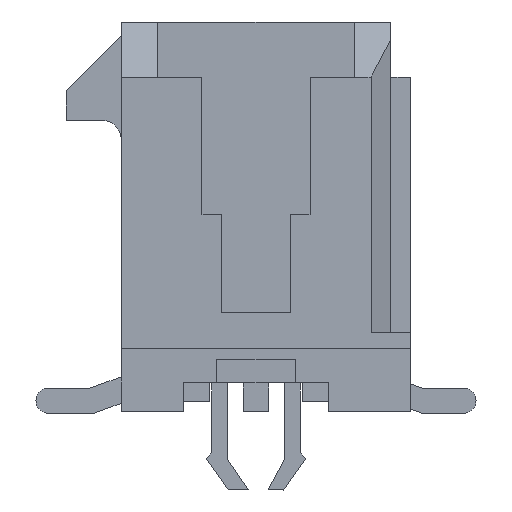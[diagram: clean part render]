
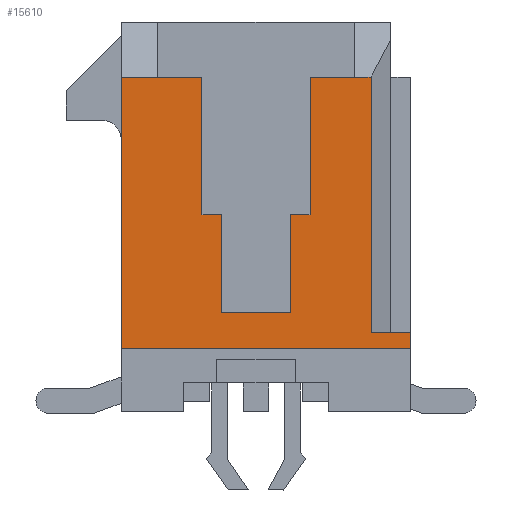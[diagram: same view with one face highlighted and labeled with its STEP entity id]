
A CAD part, left-side view. The second image highlights one B-rep face of the part: STEP entity #15610.
In plain terms, the highlighted planar face has unit normal (-1, 0, 0).
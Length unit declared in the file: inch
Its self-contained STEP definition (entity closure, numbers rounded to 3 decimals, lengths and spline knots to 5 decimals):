
#188 = CARTESIAN_POINT ( 'NONE',  ( -0.42618, -0.03445, -0.09646 ) ) ;
#305 = EDGE_CURVE ( 'NONE', #10120, #2272, #5171, .T. ) ;
#353 = ORIENTED_EDGE ( 'NONE', *, *, #305, .T. ) ;
#376 = DIRECTION ( 'NONE',  ( 0., 1., 0. ) ) ;
#436 = CARTESIAN_POINT ( 'NONE',  ( -0.42618, -0.15472, -0.11654 ) ) ;
#485 = CARTESIAN_POINT ( 'NONE',  ( -0.42618, 0.05413, 0.00197 ) ) ;
#544 = DIRECTION ( 'NONE',  ( 0., 0., 1. ) ) ;
#960 = ORIENTED_EDGE ( 'NONE', *, *, #11394, .T. ) ;
#1110 = EDGE_LOOP ( 'NONE', ( #13701, #3358, #960, #353, #2372, #15959, #6463, #13298, #5495, #14011, #6733, #1420, #10518, #8527, #2036, #5807 ) ) ;
#1149 = PLANE ( 'NONE',  #17108 ) ;
#1205 = LINE ( 'NONE', #5620, #6282 ) ;
#1420 = ORIENTED_EDGE ( 'NONE', *, *, #9090, .T. ) ;
#1479 = LINE ( 'NONE', #6966, #4221 ) ;
#1653 = VECTOR ( 'NONE', #9033, 39.37008 ) ;
#1716 = CARTESIAN_POINT ( 'NONE',  ( -0.42618, -0.09843, 0.13976 ) ) ;
#1785 = VERTEX_POINT ( 'NONE', #12744 ) ;
#2036 = ORIENTED_EDGE ( 'NONE', *, *, #12652, .T. ) ;
#2142 = EDGE_CURVE ( 'NONE', #11557, #2242, #15876, .T. ) ;
#2242 = VERTEX_POINT ( 'NONE', #12041 ) ;
#2272 = VERTEX_POINT ( 'NONE', #15193 ) ;
#2372 = ORIENTED_EDGE ( 'NONE', *, *, #9179, .T. ) ;
#2547 = VECTOR ( 'NONE', #14397, 39.37008 ) ;
#2877 = VERTEX_POINT ( 'NONE', #11600 ) ;
#2931 = VERTEX_POINT ( 'NONE', #5943 ) ;
#2996 = LINE ( 'NONE', #9973, #7642 ) ;
#3358 = ORIENTED_EDGE ( 'NONE', *, *, #14053, .T. ) ;
#3939 = CARTESIAN_POINT ( 'NONE',  ( -0.42618, 0., 0. ) ) ;
#3996 = DIRECTION ( 'NONE',  ( 0., 1., 0. ) ) ;
#4038 = EDGE_CURVE ( 'NONE', #14303, #11797, #2996, .T. ) ;
#4056 = CARTESIAN_POINT ( 'NONE',  ( -0.42618, -0.05413, 0.00197 ) ) ;
#4221 = VECTOR ( 'NONE', #9680, 39.37008 ) ;
#4343 = VERTEX_POINT ( 'NONE', #485 ) ;
#4438 = DIRECTION ( 'NONE',  ( 0., 1., 0. ) ) ;
#4645 = EDGE_CURVE ( 'NONE', #2242, #10627, #5249, .T. ) ;
#4770 = CARTESIAN_POINT ( 'NONE',  ( -0.42618, -0.11535, 0.13976 ) ) ;
#4842 = CARTESIAN_POINT ( 'NONE',  ( -0.42618, 0.13504, -0.13228 ) ) ;
#5171 = LINE ( 'NONE', #1716, #8372 ) ;
#5249 = LINE ( 'NONE', #14812, #5681 ) ;
#5326 = DIRECTION ( 'NONE',  ( 0., 0., -1. ) ) ;
#5403 = EDGE_CURVE ( 'NONE', #4343, #1785, #1205, .T. ) ;
#5495 = ORIENTED_EDGE ( 'NONE', *, *, #7056, .T. ) ;
#5620 = CARTESIAN_POINT ( 'NONE',  ( -0.42618, 0.05413, 0.00197 ) ) ;
#5681 = VECTOR ( 'NONE', #10751, 39.37008 ) ;
#5807 = ORIENTED_EDGE ( 'NONE', *, *, #12960, .T. ) ;
#5943 = CARTESIAN_POINT ( 'NONE',  ( -0.42618, 0.13504, -0.13228 ) ) ;
#5978 = LINE ( 'NONE', #11551, #9377 ) ;
#6125 = LINE ( 'NONE', #7059, #9312 ) ;
#6282 = VECTOR ( 'NONE', #544, 39.37008 ) ;
#6293 = EDGE_CURVE ( 'NONE', #16457, #4343, #7842, .T. ) ;
#6405 = VERTEX_POINT ( 'NONE', #7107 ) ;
#6463 = ORIENTED_EDGE ( 'NONE', *, *, #4645, .T. ) ;
#6464 = CARTESIAN_POINT ( 'NONE',  ( -0.42618, 0.05413, 0.13976 ) ) ;
#6527 = LINE ( 'NONE', #14995, #1653 ) ;
#6733 = ORIENTED_EDGE ( 'NONE', *, *, #5403, .T. ) ;
#6966 = CARTESIAN_POINT ( 'NONE',  ( -0.42618, -0.11535, 0.13976 ) ) ;
#7056 = EDGE_CURVE ( 'NONE', #11172, #16457, #6527, .T. ) ;
#7059 = CARTESIAN_POINT ( 'NONE',  ( -0.42618, -0.15472, -0.13228 ) ) ;
#7107 = CARTESIAN_POINT ( 'NONE',  ( -0.42618, -0.15472, -0.13228 ) ) ;
#7165 = CARTESIAN_POINT ( 'NONE',  ( -0.42618, 0.09843, 0.13976 ) ) ;
#7273 = DIRECTION ( 'NONE',  ( 0., 1., 0. ) ) ;
#7436 = CARTESIAN_POINT ( 'NONE',  ( -0.42618, -0.11535, -0.11654 ) ) ;
#7618 = LINE ( 'NONE', #16011, #12877 ) ;
#7642 = VECTOR ( 'NONE', #7273, 39.37008 ) ;
#7842 = LINE ( 'NONE', #11702, #2547 ) ;
#8027 = EDGE_CURVE ( 'NONE', #11797, #2931, #16403, .T. ) ;
#8213 = EDGE_CURVE ( 'NONE', #2877, #15387, #11117, .T. ) ;
#8372 = VECTOR ( 'NONE', #4438, 39.37008 ) ;
#8527 = ORIENTED_EDGE ( 'NONE', *, *, #8027, .T. ) ;
#8671 = VECTOR ( 'NONE', #13332, 39.37008 ) ;
#9033 = DIRECTION ( 'NONE',  ( 0., 0., 1. ) ) ;
#9090 = EDGE_CURVE ( 'NONE', #1785, #14303, #12738, .T. ) ;
#9179 = EDGE_CURVE ( 'NONE', #2272, #11557, #7618, .T. ) ;
#9312 = VECTOR ( 'NONE', #11308, 39.37008 ) ;
#9322 = DIRECTION ( 'NONE',  ( 0., 0., 1. ) ) ;
#9377 = VECTOR ( 'NONE', #11603, 39.37008 ) ;
#9680 = DIRECTION ( 'NONE',  ( 0., 0., 1. ) ) ;
#9973 = CARTESIAN_POINT ( 'NONE',  ( -0.42618, 0.13504, 0.13976 ) ) ;
#10120 = VERTEX_POINT ( 'NONE', #15586 ) ;
#10250 = FACE_OUTER_BOUND ( 'NONE', #1110, .T. ) ;
#10518 = ORIENTED_EDGE ( 'NONE', *, *, #4038, .T. ) ;
#10627 = VERTEX_POINT ( 'NONE', #188 ) ;
#10751 = DIRECTION ( 'NONE',  ( 0., 0., -1. ) ) ;
#11023 = VERTEX_POINT ( 'NONE', #4770 ) ;
#11117 = LINE ( 'NONE', #436, #12994 ) ;
#11172 = VERTEX_POINT ( 'NONE', #12846 ) ;
#11257 = CARTESIAN_POINT ( 'NONE',  ( -0.42618, 0.03445, 0.00197 ) ) ;
#11286 = VECTOR ( 'NONE', #17093, 39.37008 ) ;
#11308 = DIRECTION ( 'NONE',  ( 0., 0., 1. ) ) ;
#11394 = EDGE_CURVE ( 'NONE', #11023, #10120, #5978, .T. ) ;
#11551 = CARTESIAN_POINT ( 'NONE',  ( -0.42618, -0.09843, 0.13976 ) ) ;
#11557 = VERTEX_POINT ( 'NONE', #11832 ) ;
#11600 = CARTESIAN_POINT ( 'NONE',  ( -0.42618, -0.15472, -0.11654 ) ) ;
#11603 = DIRECTION ( 'NONE',  ( 0., 1., 0. ) ) ;
#11702 = CARTESIAN_POINT ( 'NONE',  ( -0.42618, 0.03445, 0.00197 ) ) ;
#11772 = DIRECTION ( 'NONE',  ( 0., -1., 0. ) ) ;
#11797 = VERTEX_POINT ( 'NONE', #13962 ) ;
#11832 = CARTESIAN_POINT ( 'NONE',  ( -0.42618, -0.05413, 0.00197 ) ) ;
#12041 = CARTESIAN_POINT ( 'NONE',  ( -0.42618, -0.03445, 0.00197 ) ) ;
#12652 = EDGE_CURVE ( 'NONE', #2931, #6405, #12901, .T. ) ;
#12738 = LINE ( 'NONE', #6464, #11286 ) ;
#12744 = CARTESIAN_POINT ( 'NONE',  ( -0.42618, 0.05413, 0.13976 ) ) ;
#12846 = CARTESIAN_POINT ( 'NONE',  ( -0.42618, 0.03445, -0.09646 ) ) ;
#12877 = VECTOR ( 'NONE', #5326, 39.37008 ) ;
#12901 = LINE ( 'NONE', #4842, #13971 ) ;
#12960 = EDGE_CURVE ( 'NONE', #6405, #2877, #6125, .T. ) ;
#12994 = VECTOR ( 'NONE', #376, 39.37008 ) ;
#13298 = ORIENTED_EDGE ( 'NONE', *, *, #14533, .T. ) ;
#13332 = DIRECTION ( 'NONE',  ( 0., 1., 0. ) ) ;
#13701 = ORIENTED_EDGE ( 'NONE', *, *, #8213, .T. ) ;
#13962 = CARTESIAN_POINT ( 'NONE',  ( -0.42618, 0.13504, 0.13976 ) ) ;
#13971 = VECTOR ( 'NONE', #11772, 39.37008 ) ;
#14011 = ORIENTED_EDGE ( 'NONE', *, *, #6293, .T. ) ;
#14053 = EDGE_CURVE ( 'NONE', #15387, #11023, #1479, .T. ) ;
#14303 = VERTEX_POINT ( 'NONE', #7165 ) ;
#14397 = DIRECTION ( 'NONE',  ( 0., 1., 0. ) ) ;
#14533 = EDGE_CURVE ( 'NONE', #10627, #11172, #16693, .T. ) ;
#14685 = DIRECTION ( 'NONE',  ( -1., 0., 0. ) ) ;
#14812 = CARTESIAN_POINT ( 'NONE',  ( -0.42618, -0.03445, 0.00197 ) ) ;
#14995 = CARTESIAN_POINT ( 'NONE',  ( -0.42618, 0.03445, -0.09646 ) ) ;
#15009 = DIRECTION ( 'NONE',  ( 0., 0., -1. ) ) ;
#15193 = CARTESIAN_POINT ( 'NONE',  ( -0.42618, -0.05413, 0.13976 ) ) ;
#15387 = VERTEX_POINT ( 'NONE', #7436 ) ;
#15446 = VECTOR ( 'NONE', #3996, 39.37008 ) ;
#15586 = CARTESIAN_POINT ( 'NONE',  ( -0.42618, -0.09843, 0.13976 ) ) ;
#15610 = ADVANCED_FACE ( 'NONE', ( #10250 ), #1149, .T. ) ;
#15876 = LINE ( 'NONE', #4056, #15446 ) ;
#15959 = ORIENTED_EDGE ( 'NONE', *, *, #2142, .T. ) ;
#16011 = CARTESIAN_POINT ( 'NONE',  ( -0.42618, -0.05413, 0.13976 ) ) ;
#16255 = CARTESIAN_POINT ( 'NONE',  ( -0.42618, 0.13504, 0.19488 ) ) ;
#16403 = LINE ( 'NONE', #16255, #17235 ) ;
#16457 = VERTEX_POINT ( 'NONE', #11257 ) ;
#16693 = LINE ( 'NONE', #17300, #8671 ) ;
#17093 = DIRECTION ( 'NONE',  ( 0., 1., 0. ) ) ;
#17108 = AXIS2_PLACEMENT_3D ( 'NONE', #3939, #14685, #9322 ) ;
#17235 = VECTOR ( 'NONE', #15009, 39.37008 ) ;
#17300 = CARTESIAN_POINT ( 'NONE',  ( -0.42618, -0.03445, -0.09646 ) ) ;
